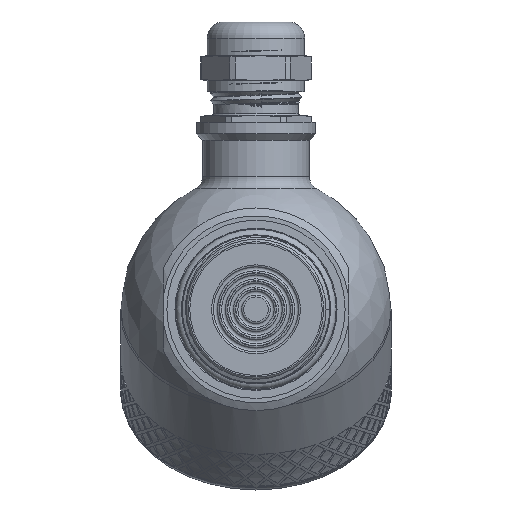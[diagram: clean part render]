
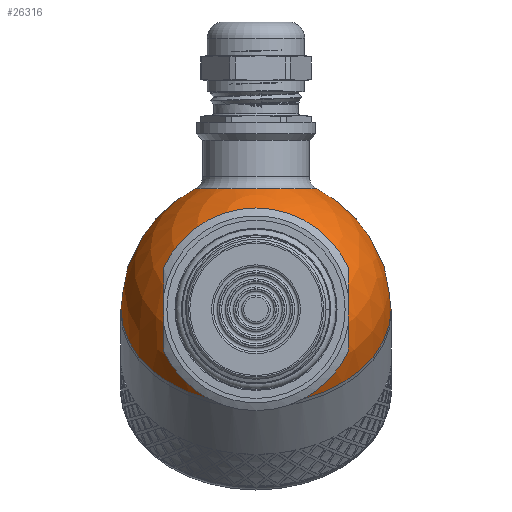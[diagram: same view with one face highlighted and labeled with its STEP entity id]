
A CAD part, left-side view. The second image highlights one B-rep face of the part: STEP entity #26316.
In plain terms, the highlighted spherical face has radius 30 mm.
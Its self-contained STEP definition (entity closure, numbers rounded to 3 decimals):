
#16=SPHERICAL_SURFACE('',#28055,30.);
#1127=FACE_BOUND('',#4190,.T.);
#1128=FACE_BOUND('',#4191,.T.);
#2463=FACE_OUTER_BOUND('',#4189,.T.);
#4189=EDGE_LOOP('',(#20292,#20293,#20294,#20295));
#4190=EDGE_LOOP('',(#20296));
#4191=EDGE_LOOP('',(#20297));
#5741=CIRCLE('',#28052,15.643);
#5744=CIRCLE('',#28056,30.);
#5745=CIRCLE('',#28057,30.);
#5746=CIRCLE('',#28058,30.);
#5747=CIRCLE('',#28059,13.5);
#11217=VERTEX_POINT('',#46853);
#11219=VERTEX_POINT('',#46859);
#11220=VERTEX_POINT('',#46860);
#11221=VERTEX_POINT('',#46862);
#11222=VERTEX_POINT('',#46865);
#14522=EDGE_CURVE('',#11217,#11217,#5741,.T.);
#14525=EDGE_CURVE('',#11219,#11220,#5744,.T.);
#14526=EDGE_CURVE('',#11219,#11221,#5745,.T.);
#14527=EDGE_CURVE('',#11220,#11219,#5746,.T.);
#14528=EDGE_CURVE('',#11222,#11222,#5747,.T.);
#20292=ORIENTED_EDGE('',*,*,#14525,.F.);
#20293=ORIENTED_EDGE('',*,*,#14526,.T.);
#20294=ORIENTED_EDGE('',*,*,#14526,.F.);
#20295=ORIENTED_EDGE('',*,*,#14527,.F.);
#20296=ORIENTED_EDGE('',*,*,#14522,.F.);
#20297=ORIENTED_EDGE('',*,*,#14528,.F.);
#26316=ADVANCED_FACE('',(#2463,#1127,#1128),#16,.T.);
#28052=AXIS2_PLACEMENT_3D('',#46854,#30407,#30408);
#28055=AXIS2_PLACEMENT_3D('',#46858,#30413,#30414);
#28056=AXIS2_PLACEMENT_3D('',#46861,#30415,#30416);
#28057=AXIS2_PLACEMENT_3D('',#46863,#30417,#30418);
#28058=AXIS2_PLACEMENT_3D('',#46864,#30419,#30420);
#28059=AXIS2_PLACEMENT_3D('',#46866,#30421,#30422);
#30407=DIRECTION('center_axis',(-0.707,0.,0.707));
#30408=DIRECTION('ref_axis',(0.707,0.,0.707));
#30413=DIRECTION('center_axis',(1.,0.,0.));
#30414=DIRECTION('ref_axis',(0.,-1.,0.));
#30415=DIRECTION('center_axis',(1.,0.,0.));
#30416=DIRECTION('ref_axis',(0.,1.,0.));
#30417=DIRECTION('center_axis',(0.,0.,1.));
#30418=DIRECTION('ref_axis',(0.,1.,0.));
#30419=DIRECTION('center_axis',(1.,0.,0.));
#30420=DIRECTION('ref_axis',(0.,1.,0.));
#30421=DIRECTION('center_axis',(-0.707,0.,-0.707));
#30422=DIRECTION('ref_axis',(-0.707,0.,0.707));
#46853=CARTESIAN_POINT('',(-29.162,0.,7.04));
#46854=CARTESIAN_POINT('Origin',(-18.101,0.,18.101));
#46858=CARTESIAN_POINT('Origin',(0.,0.,0.));
#46859=CARTESIAN_POINT('',(0.,30.,0.));
#46860=CARTESIAN_POINT('',(0.,-30.,0.));
#46861=CARTESIAN_POINT('Origin',(0.,0.,0.));
#46862=CARTESIAN_POINT('',(-30.,0.,0.));
#46863=CARTESIAN_POINT('Origin',(0.,0.,0.));
#46864=CARTESIAN_POINT('Origin',(0.,0.,0.));
#46865=CARTESIAN_POINT('',(-9.398,0.,-28.49));
#46866=CARTESIAN_POINT('Origin',(-18.944,0.,-18.944));
